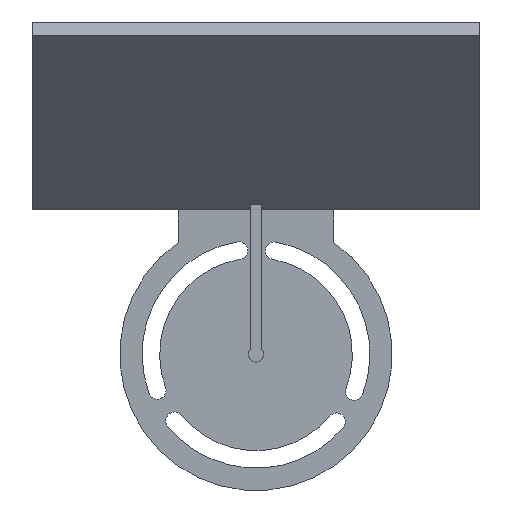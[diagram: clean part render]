
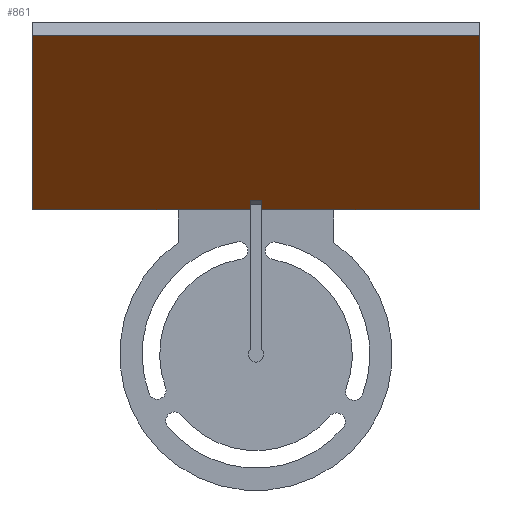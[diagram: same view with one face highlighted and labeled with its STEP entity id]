
A CAD part, front view. The second image highlights one B-rep face of the part: STEP entity #861.
In plain terms, the highlighted planar face has unit normal (0, -0.669, -0.743).
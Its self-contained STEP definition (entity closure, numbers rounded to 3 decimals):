
#89=FACE_OUTER_BOUND('',#135,.T.);
#135=EDGE_LOOP('',(#685,#686,#687,#688,#689,#690,#691,#692,#693,#694));
#171=LINE('',#1236,#267);
#222=LINE('',#1340,#318);
#226=LINE('',#1347,#322);
#227=LINE('',#1349,#323);
#229=LINE('',#1354,#325);
#231=LINE('',#1357,#327);
#235=LINE('',#1366,#331);
#236=LINE('',#1368,#332);
#237=LINE('',#1369,#333);
#238=LINE('',#1370,#334);
#267=VECTOR('',#986,10.);
#318=VECTOR('',#1073,10.);
#322=VECTOR('',#1079,10.);
#323=VECTOR('',#1082,10.);
#325=VECTOR('',#1086,10.);
#327=VECTOR('',#1090,10.);
#331=VECTOR('',#1098,10.);
#332=VECTOR('',#1099,10.);
#333=VECTOR('',#1100,10.);
#334=VECTOR('',#1101,10.);
#361=VERTEX_POINT('',#1233);
#362=VERTEX_POINT('',#1235);
#396=VERTEX_POINT('',#1337);
#397=VERTEX_POINT('',#1339);
#398=VERTEX_POINT('',#1343);
#399=VERTEX_POINT('',#1345);
#400=VERTEX_POINT('',#1351);
#401=VERTEX_POINT('',#1353);
#404=VERTEX_POINT('',#1365);
#405=VERTEX_POINT('',#1367);
#443=EDGE_CURVE('',#361,#362,#171,.T.);
#495=EDGE_CURVE('',#396,#397,#222,.T.);
#499=EDGE_CURVE('',#398,#399,#226,.T.);
#500=EDGE_CURVE('',#399,#397,#227,.T.);
#502=EDGE_CURVE('',#400,#401,#229,.T.);
#504=EDGE_CURVE('',#401,#396,#231,.T.);
#508=EDGE_CURVE('',#404,#400,#235,.T.);
#509=EDGE_CURVE('',#404,#405,#236,.T.);
#510=EDGE_CURVE('',#362,#405,#237,.T.);
#511=EDGE_CURVE('',#398,#361,#238,.T.);
#685=ORIENTED_EDGE('',*,*,#504,.F.);
#686=ORIENTED_EDGE('',*,*,#502,.F.);
#687=ORIENTED_EDGE('',*,*,#508,.F.);
#688=ORIENTED_EDGE('',*,*,#509,.T.);
#689=ORIENTED_EDGE('',*,*,#510,.F.);
#690=ORIENTED_EDGE('',*,*,#443,.F.);
#691=ORIENTED_EDGE('',*,*,#511,.F.);
#692=ORIENTED_EDGE('',*,*,#499,.T.);
#693=ORIENTED_EDGE('',*,*,#500,.T.);
#694=ORIENTED_EDGE('',*,*,#495,.F.);
#830=PLANE('',#921);
#861=ADVANCED_FACE('',(#89),#830,.T.);
#921=AXIS2_PLACEMENT_3D('',#1364,#1096,#1097);
#986=DIRECTION('',(0.,-0.743,0.669));
#1073=DIRECTION('',(1.,0.,0.));
#1079=DIRECTION('',(1.,0.,0.));
#1082=DIRECTION('',(0.,-0.743,0.669));
#1086=DIRECTION('',(-1.,0.,0.));
#1090=DIRECTION('',(0.,-0.743,0.669));
#1096=DIRECTION('center_axis',(0.,-0.669,-0.743));
#1097=DIRECTION('ref_axis',(0.,-0.743,0.669));
#1098=DIRECTION('',(-1.,0.,0.));
#1099=DIRECTION('',(0.,-0.743,0.669));
#1100=DIRECTION('',(-1.,0.,0.));
#1101=DIRECTION('',(-1.,0.,0.));
#1233=CARTESIAN_POINT('',(1.5,0.,37.11));
#1235=CARTESIAN_POINT('',(1.5,-2.7,39.541));
#1236=CARTESIAN_POINT('',(1.5,-0.221,37.309));
#1337=CARTESIAN_POINT('',(-57.5,-49.872,82.015));
#1339=CARTESIAN_POINT('',(57.5,-49.872,82.015));
#1340=CARTESIAN_POINT('',(20.,-49.872,82.015));
#1343=CARTESIAN_POINT('',(20.,0.,37.11));
#1345=CARTESIAN_POINT('',(57.5,0.,37.11));
#1347=CARTESIAN_POINT('',(20.,0.,37.11));
#1349=CARTESIAN_POINT('',(57.5,-47.643,80.007));
#1351=CARTESIAN_POINT('',(-20.,0.,37.11));
#1353=CARTESIAN_POINT('',(-57.5,0.,37.11));
#1354=CARTESIAN_POINT('',(-20.,0.,37.11));
#1357=CARTESIAN_POINT('',(-57.5,0.,37.11));
#1364=CARTESIAN_POINT('Origin',(20.,0.,37.11));
#1365=CARTESIAN_POINT('',(-1.5,0.,37.11));
#1366=CARTESIAN_POINT('',(10.,0.,37.11));
#1367=CARTESIAN_POINT('',(-1.5,-2.7,39.541));
#1368=CARTESIAN_POINT('',(-1.5,8.898,29.098));
#1369=CARTESIAN_POINT('',(20.,-2.7,39.541));
#1370=CARTESIAN_POINT('',(10.,0.,37.11));
